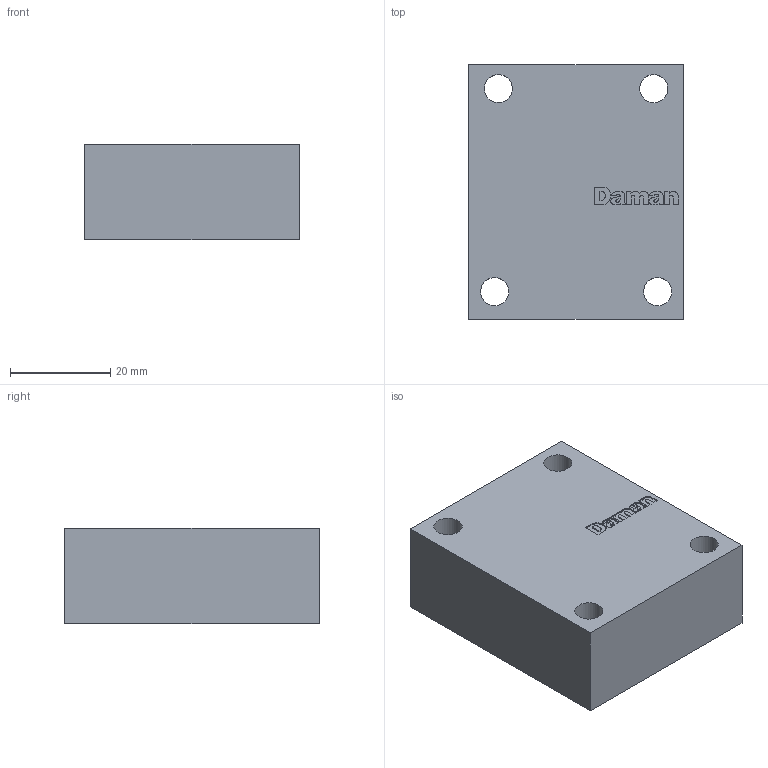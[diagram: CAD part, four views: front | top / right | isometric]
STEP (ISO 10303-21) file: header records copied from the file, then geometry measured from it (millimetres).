
FILE_DESCRIPTION( ( 'STEP AP214' ), ' ' );
FILE_NAME( 'AD03COPB.stp', '2018-02-22T18:03:34', ( '' ), ( '' ), ' ', 'PARTsolutions', ' ' );
FILE_SCHEMA( ( 'AUTOMOTIVE_DESIGN { 1 0 10303 214 1 1 1 1 }' ) );
Length unit declared in the file: inch
Products named in the file (1): _AD03COPB
Bounding box: 42.88 x 50.8 x 19.05 mm (x, y, z)
Volume: 37351.4 mm3; surface area: 9928.8 mm2
Topology: 1 solids, 1 shells, 140 faces, 378 edges, 252 vertices
Faces by surface type: plane 92, cylinder 47, cone 1
Full cylindrical faces by diameter (mm): 3.175 x1, 5.613 x4
Entity records: 5504 total; most frequent: CARTESIAN_POINT 762, DIRECTION 746, ORIENTED_EDGE 740, EDGE_CURVE 370, LINE 276, VECTOR 276, VERTEX_POINT 251, AXIS2_PLACEMENT_3D 235
